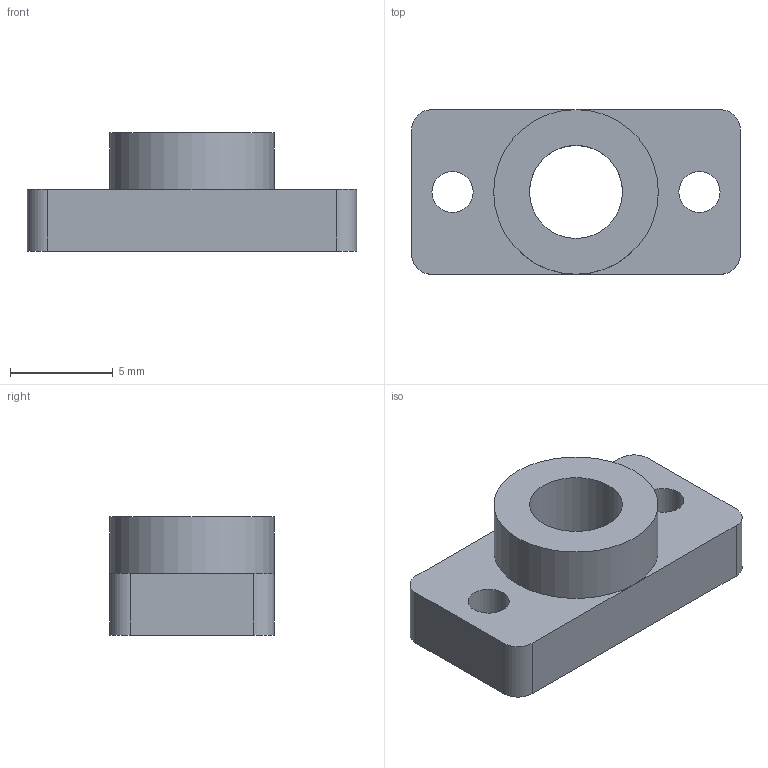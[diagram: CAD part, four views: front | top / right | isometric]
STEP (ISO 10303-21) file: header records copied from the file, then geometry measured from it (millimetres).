
FILE_DESCRIPTION(/* description */ (''),/* implementation_level */ '2;1');
FILE_NAME(/* name */ 'M5Nut_Special_ipt_e60e3cc4.STEP',/* time_stamp */ '2021-11-25T10:12:10-03:00',/* author */ ('victo'),/* organization */ (''),/* preprocessor_version */ 'ST-DEVELOPER v18.1',/* originating_system */ 'Autodesk Inventor 2020',/* authorisation */ '');
FILE_SCHEMA (('AUTOMOTIVE_DESIGN { 1 0 10303 214 3 1 1 }'));
Length unit declared in the file: millimetre
Products named in the file (1): M5Nut_Special
Bounding box: 16 x 8 x 5.75 mm (x, y, z)
Volume: 408.5 mm3; surface area: 536.9 mm2
Topology: 1 solids, 1 shells, 16 faces, 41 edges, 27 vertices
Faces by surface type: cylinder 8, plane 8
Full cylindrical faces by diameter (mm): 2 x2, 4.52 x1, 8 x1
Entity records: 549 total; most frequent: DIRECTION 94, CARTESIAN_POINT 85, ORIENTED_EDGE 82, EDGE_CURVE 41, AXIS2_PLACEMENT_3D 36, VERTEX_POINT 27, EDGE_LOOP 22, LINE 22
